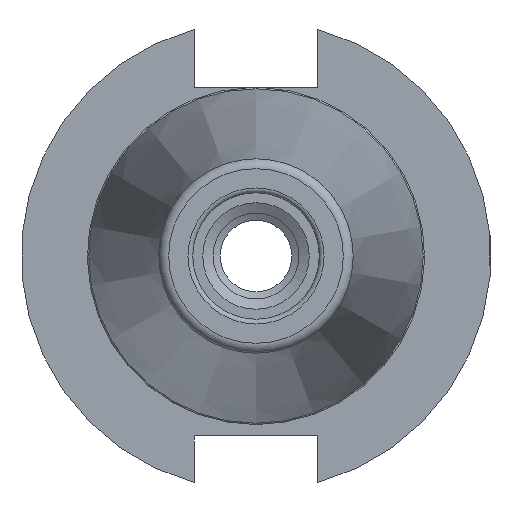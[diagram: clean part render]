
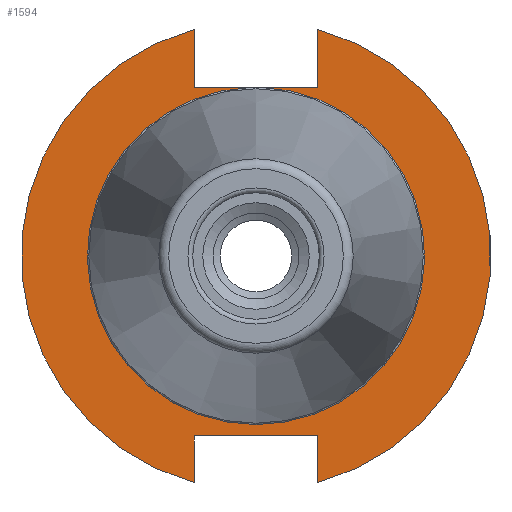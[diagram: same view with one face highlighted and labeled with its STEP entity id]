
A CAD part, left-side view. The second image highlights one B-rep face of the part: STEP entity #1594.
In plain terms, the highlighted planar face has unit normal (-1, 0, 0).
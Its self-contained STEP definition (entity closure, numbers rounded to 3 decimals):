
#1064=CARTESIAN_POINT('',(3.175,12.95,-37.7));
#1065=VERTEX_POINT('',#1064);
#1072=CARTESIAN_POINT('',(3.175,12.95,-47.478));
#1073=VERTEX_POINT('',#1072);
#1074=CARTESIAN_POINT('',(3.175,12.95,-47.478));
#1075=DIRECTION('',(0.0,0.0,1.0));
#1076=VECTOR('',#1075,9.778);
#1077=LINE('',#1074,#1076);
#1078=EDGE_CURVE('',#1073,#1065,#1077,.T.);
#1270=CARTESIAN_POINT('',(3.175,-12.95,-47.478));
#1271=VERTEX_POINT('',#1270);
#1278=CARTESIAN_POINT('',(3.175,-12.95,-37.7));
#1279=VERTEX_POINT('',#1278);
#1280=CARTESIAN_POINT('',(3.175,-12.95,-37.7));
#1281=DIRECTION('',(0.0,0.0,-1.0));
#1282=VECTOR('',#1281,9.778);
#1283=LINE('',#1280,#1282);
#1284=EDGE_CURVE('',#1279,#1271,#1283,.T.);
#1303=CARTESIAN_POINT('',(3.175,12.95,-37.7));
#1304=DIRECTION('',(0.0,-1.0,0.0));
#1305=VECTOR('',#1304,25.9);
#1306=LINE('',#1303,#1305);
#1307=EDGE_CURVE('',#1065,#1279,#1306,.T.);
#1527=CARTESIAN_POINT('',(3.175,0.0,42.3));
#1528=DIRECTION('',(-1.0,0.0,0.0));
#1529=DIRECTION('',(0.0,0.0,1.0));
#1530=AXIS2_PLACEMENT_3D('',#1527,#1528,#1529);
#1531=PLANE('',#1530);
#1532=ORIENTED_EDGE('',*,*,#1078,.T.);
#1533=ORIENTED_EDGE('',*,*,#1307,.T.);
#1534=ORIENTED_EDGE('',*,*,#1284,.T.);
#1535=CARTESIAN_POINT('',(3.175,-12.95,47.478));
#1536=VERTEX_POINT('',#1535);
#1537=CARTESIAN_POINT('',(3.175,0.0,0.0));
#1538=DIRECTION('',(-1.0,0.0,0.0));
#1539=DIRECTION('',(0.0,0.0,1.0));
#1540=AXIS2_PLACEMENT_3D('',#1537,#1538,#1539);
#1541=CIRCLE('',#1540,49.213);
#1542=EDGE_CURVE('',#1271,#1536,#1541,.T.);
#1543=ORIENTED_EDGE('',*,*,#1542,.T.);
#1544=CARTESIAN_POINT('',(3.175,-12.95,35.3));
#1545=VERTEX_POINT('',#1544);
#1546=CARTESIAN_POINT('',(3.175,-12.95,47.478));
#1547=DIRECTION('',(0.0,0.0,-1.0));
#1548=VECTOR('',#1547,12.178);
#1549=LINE('',#1546,#1548);
#1550=EDGE_CURVE('',#1536,#1545,#1549,.T.);
#1551=ORIENTED_EDGE('',*,*,#1550,.T.);
#1552=CARTESIAN_POINT('',(3.175,-1.329,35.3));
#1553=VERTEX_POINT('',#1552);
#1554=CARTESIAN_POINT('',(3.175,-12.95,35.3));
#1555=DIRECTION('',(0.0,1.0,0.0));
#1556=VECTOR('',#1555,11.621);
#1557=LINE('',#1554,#1556);
#1558=EDGE_CURVE('',#1545,#1553,#1557,.T.);
#1559=ORIENTED_EDGE('',*,*,#1558,.T.);
#1560=CARTESIAN_POINT('',(3.175,1.329,35.3));
#1561=VERTEX_POINT('',#1560);
#1562=CARTESIAN_POINT('',(3.175,0.0,0.0));
#1563=DIRECTION('',(-1.0,0.0,0.0));
#1564=DIRECTION('',(0.0,1.0,0.0));
#1565=AXIS2_PLACEMENT_3D('',#1562,#1563,#1564);
#1566=CIRCLE('',#1565,35.325);
#1567=EDGE_CURVE('',#1561,#1553,#1566,.T.);
#1568=ORIENTED_EDGE('',*,*,#1567,.F.);
#1569=CARTESIAN_POINT('',(3.175,12.95,35.3));
#1570=VERTEX_POINT('',#1569);
#1571=CARTESIAN_POINT('',(3.175,1.329,35.3));
#1572=DIRECTION('',(0.0,1.0,0.0));
#1573=VECTOR('',#1572,11.621);
#1574=LINE('',#1571,#1573);
#1575=EDGE_CURVE('',#1561,#1570,#1574,.T.);
#1576=ORIENTED_EDGE('',*,*,#1575,.T.);
#1577=CARTESIAN_POINT('',(3.175,12.95,47.478));
#1578=VERTEX_POINT('',#1577);
#1579=CARTESIAN_POINT('',(3.175,12.95,35.3));
#1580=DIRECTION('',(0.0,0.0,1.0));
#1581=VECTOR('',#1580,12.178);
#1582=LINE('',#1579,#1581);
#1583=EDGE_CURVE('',#1570,#1578,#1582,.T.);
#1584=ORIENTED_EDGE('',*,*,#1583,.T.);
#1585=CARTESIAN_POINT('',(3.175,0.0,0.0));
#1586=DIRECTION('',(-1.0,0.0,0.0));
#1587=DIRECTION('',(0.0,0.0,1.0));
#1588=AXIS2_PLACEMENT_3D('',#1585,#1586,#1587);
#1589=CIRCLE('',#1588,49.213);
#1590=EDGE_CURVE('',#1578,#1073,#1589,.T.);
#1591=ORIENTED_EDGE('',*,*,#1590,.T.);
#1592=EDGE_LOOP('',(#1532,#1533,#1534,#1543,#1551,#1559,#1568,#1576,#1584,#1591));
#1593=FACE_OUTER_BOUND('',#1592,.T.);
#1594=ADVANCED_FACE('',(#1593),#1531,.T.);
